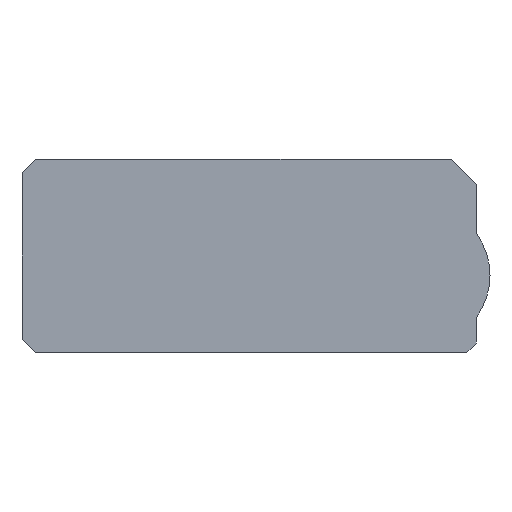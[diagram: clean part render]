
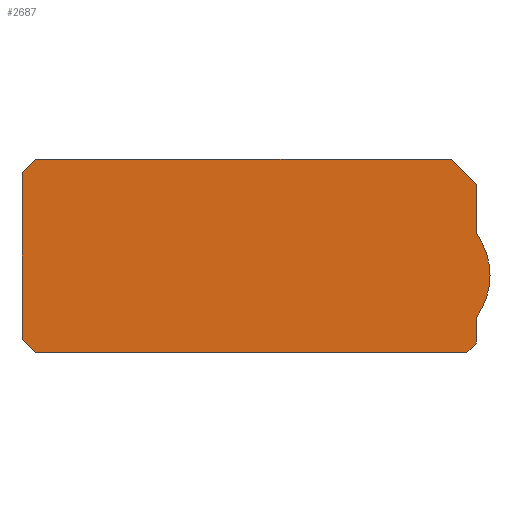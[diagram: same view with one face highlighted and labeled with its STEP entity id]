
A CAD part, front view. The second image highlights one B-rep face of the part: STEP entity #2687.
In plain terms, the highlighted planar face has unit normal (0, -1, 0).
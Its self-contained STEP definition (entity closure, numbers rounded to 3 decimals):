
#43=CIRCLE('',#2840,7.4);
#130=FACE_OUTER_BOUND('',#264,.T.);
#264=EDGE_LOOP('',(#2180,#2181,#2182,#2183,#2184,#2185,#2186,#2187,#2188,
#2189));
#546=LINE('',#4026,#917);
#554=LINE('',#4041,#925);
#580=LINE('',#4112,#951);
#583=LINE('',#4117,#954);
#585=LINE('',#4122,#956);
#587=LINE('',#4125,#958);
#589=LINE('',#4129,#960);
#590=LINE('',#4133,#961);
#591=LINE('',#4134,#962);
#917=VECTOR('',#3269,10.);
#925=VECTOR('',#3279,10.);
#951=VECTOR('',#3327,10.);
#954=VECTOR('',#3332,10.);
#956=VECTOR('',#3336,10.);
#958=VECTOR('',#3340,10.);
#960=VECTOR('',#3344,10.);
#961=VECTOR('',#3349,10.);
#962=VECTOR('',#3350,10.);
#1216=VERTEX_POINT('',#4024);
#1217=VERTEX_POINT('',#4025);
#1223=VERTEX_POINT('',#4039);
#1256=VERTEX_POINT('',#4109);
#1257=VERTEX_POINT('',#4111);
#1258=VERTEX_POINT('',#4115);
#1259=VERTEX_POINT('',#4119);
#1260=VERTEX_POINT('',#4121);
#1261=VERTEX_POINT('',#4127);
#1262=VERTEX_POINT('',#4131);
#1550=EDGE_CURVE('',#1216,#1217,#546,.T.);
#1558=EDGE_CURVE('',#1216,#1223,#554,.T.);
#1593=EDGE_CURVE('',#1256,#1257,#580,.T.);
#1596=EDGE_CURVE('',#1256,#1258,#583,.T.);
#1598=EDGE_CURVE('',#1259,#1260,#585,.T.);
#1600=EDGE_CURVE('',#1259,#1217,#587,.T.);
#1602=EDGE_CURVE('',#1261,#1258,#589,.T.);
#1603=EDGE_CURVE('',#1223,#1262,#43,.T.);
#1604=EDGE_CURVE('',#1262,#1257,#590,.T.);
#1605=EDGE_CURVE('',#1261,#1260,#591,.T.);
#2180=ORIENTED_EDGE('',*,*,#1550,.F.);
#2181=ORIENTED_EDGE('',*,*,#1558,.T.);
#2182=ORIENTED_EDGE('',*,*,#1603,.T.);
#2183=ORIENTED_EDGE('',*,*,#1604,.T.);
#2184=ORIENTED_EDGE('',*,*,#1593,.F.);
#2185=ORIENTED_EDGE('',*,*,#1596,.T.);
#2186=ORIENTED_EDGE('',*,*,#1602,.F.);
#2187=ORIENTED_EDGE('',*,*,#1605,.T.);
#2188=ORIENTED_EDGE('',*,*,#1598,.F.);
#2189=ORIENTED_EDGE('',*,*,#1600,.T.);
#2571=PLANE('',#2839);
#2687=ADVANCED_FACE('',(#130),#2571,.T.);
#2839=AXIS2_PLACEMENT_3D('',#4130,#3345,#3346);
#2840=AXIS2_PLACEMENT_3D('',#4132,#3347,#3348);
#3269=DIRECTION('',(-0.707,0.,-0.707));
#3279=DIRECTION('',(0.,0.,1.));
#3327=DIRECTION('',(0.707,0.,-0.707));
#3332=DIRECTION('',(-1.,0.,0.));
#3336=DIRECTION('',(-0.707,0.,0.707));
#3340=DIRECTION('',(1.,0.,0.));
#3344=DIRECTION('',(0.707,0.,0.707));
#3345=DIRECTION('center_axis',(0.,-1.,0.));
#3346=DIRECTION('ref_axis',(0.,0.,-1.));
#3347=DIRECTION('center_axis',(0.,-1.,0.));
#3348=DIRECTION('ref_axis',(0.811,0.,-0.585));
#3349=DIRECTION('',(0.,0.,1.));
#3350=DIRECTION('',(0.,0.,-1.));
#4024=CARTESIAN_POINT('',(45.8,-2.2,-9.));
#4025=CARTESIAN_POINT('',(44.8,-2.2,-10.));
#4026=CARTESIAN_POINT('',(42.1,-2.2,-12.7));
#4039=CARTESIAN_POINT('',(45.8,-2.2,-6.331));
#4041=CARTESIAN_POINT('',(45.8,-2.2,-10.));
#4109=CARTESIAN_POINT('',(43.2,-2.2,10.));
#4111=CARTESIAN_POINT('',(45.8,-2.2,7.4));
#4112=CARTESIAN_POINT('',(41.3,-2.2,11.9));
#4115=CARTESIAN_POINT('',(0.2,-2.2,10.));
#4117=CARTESIAN_POINT('',(45.8,-2.2,10.));
#4119=CARTESIAN_POINT('',(0.2,-2.2,-10.));
#4121=CARTESIAN_POINT('',(-1.2,-2.2,-8.6));
#4122=CARTESIAN_POINT('',(3.05,-2.2,-12.85));
#4125=CARTESIAN_POINT('',(-1.2,-2.2,-10.));
#4127=CARTESIAN_POINT('',(-1.2,-2.2,8.6));
#4129=CARTESIAN_POINT('',(3.05,-2.2,12.85));
#4130=CARTESIAN_POINT('Origin',(23.,-2.2,0.));
#4131=CARTESIAN_POINT('',(45.8,-2.2,2.331));
#4132=CARTESIAN_POINT('Origin',(39.8,-2.2,-2.));
#4133=CARTESIAN_POINT('',(45.8,-2.2,2.331));
#4134=CARTESIAN_POINT('',(-1.2,-2.2,10.));
